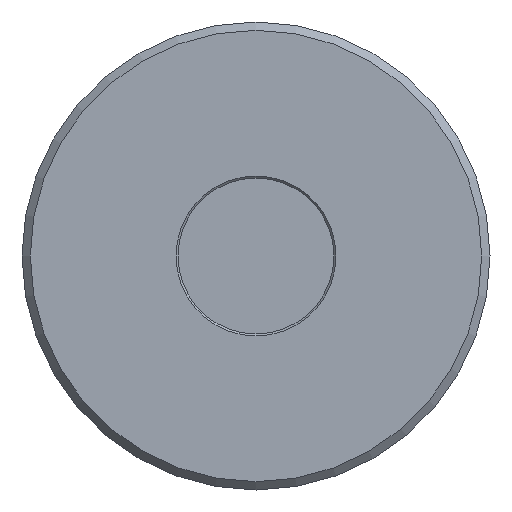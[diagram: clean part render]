
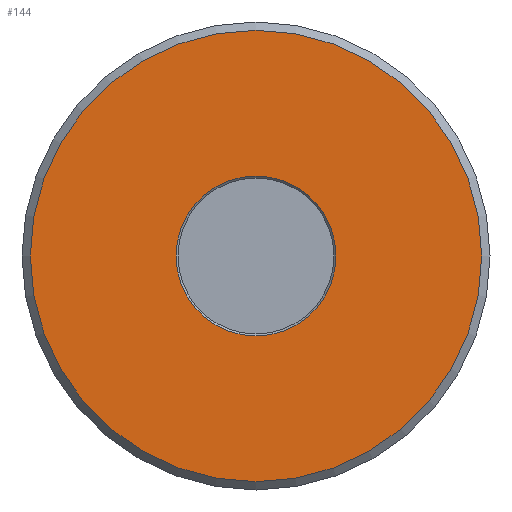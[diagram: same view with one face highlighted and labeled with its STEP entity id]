
A CAD part, front view. The second image highlights one B-rep face of the part: STEP entity #144.
In plain terms, the highlighted planar face has unit normal (0, -1, 0).
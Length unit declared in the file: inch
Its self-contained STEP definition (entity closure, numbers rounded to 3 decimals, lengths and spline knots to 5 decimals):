
#1 = PLANE ( 'NONE',  #458 ) ;
#2 = DIRECTION ( 'NONE',  ( 0., 0., 1. ) ) ;
#8 = CARTESIAN_POINT ( 'NONE',  ( -0.28832, 0., 0. ) ) ;
#90 = ORIENTED_EDGE ( 'NONE', *, *, #340, .F. ) ;
#133 = EDGE_LOOP ( 'NONE', ( #90 ) ) ;
#144 = ADVANCED_FACE ( 'NONE', ( #343, #522 ), #1, .T. ) ;
#160 = EDGE_LOOP ( 'NONE', ( #208 ) ) ;
#208 = ORIENTED_EDGE ( 'NONE', *, *, #371, .T. ) ;
#254 = DIRECTION ( 'NONE',  ( 0., 0., -1. ) ) ;
#276 = DIRECTION ( 'NONE',  ( 0., 1., 0. ) ) ;
#280 = CARTESIAN_POINT ( 'NONE',  ( 0., 0., 0. ) ) ;
#287 = DIRECTION ( 'NONE',  ( 0., 0., 1. ) ) ;
#291 = DIRECTION ( 'NONE',  ( 0., 1., 0. ) ) ;
#340 = EDGE_CURVE ( 'NONE', #532, #532, #483, .T. ) ;
#343 = FACE_BOUND ( 'NONE', #160, .T. ) ;
#371 = EDGE_CURVE ( 'NONE', #453, #453, #542, .T. ) ;
#377 = AXIS2_PLACEMENT_3D ( 'NONE', #396, #291, #287 ) ;
#396 = CARTESIAN_POINT ( 'NONE',  ( 0., 0., 0. ) ) ;
#424 = DIRECTION ( 'NONE',  ( 0., -1., 0. ) ) ;
#453 = VERTEX_POINT ( 'NONE', #509 ) ;
#458 = AXIS2_PLACEMENT_3D ( 'NONE', #8, #424, #254 ) ;
#472 = AXIS2_PLACEMENT_3D ( 'NONE', #280, #276, #2 ) ;
#483 = CIRCLE ( 'NONE', #377, 0.81375 ) ;
#509 = CARTESIAN_POINT ( 'NONE',  ( 0., 0., 0.28832 ) ) ;
#522 = FACE_OUTER_BOUND ( 'NONE', #133, .T. ) ;
#531 = CARTESIAN_POINT ( 'NONE',  ( 0., 0., 0.81375 ) ) ;
#532 = VERTEX_POINT ( 'NONE', #531 ) ;
#542 = CIRCLE ( 'NONE', #472, 0.28832 ) ;
